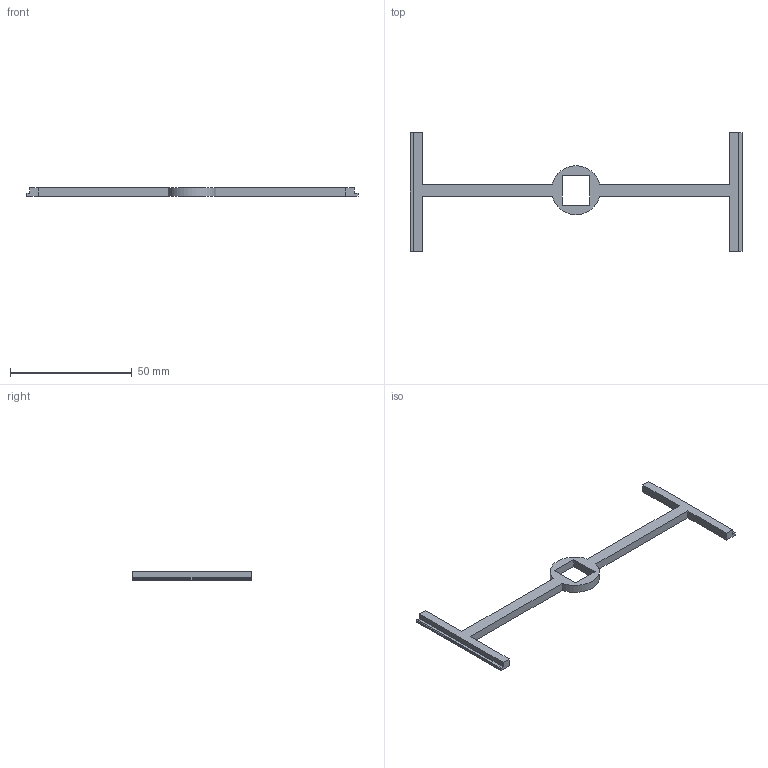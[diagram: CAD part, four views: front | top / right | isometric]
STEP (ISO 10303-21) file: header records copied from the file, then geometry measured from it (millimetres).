
FILE_DESCRIPTION (( 'STEP AP203' ), '1' );
FILE_NAME ('TS-Encoder 2.0_Default_sldprt.STEP', '2021-11-16T21:53:34', ( '' ), ( '' ), 'SwSTEP 2.0', 'SolidWorks 2021', '' );
FILE_SCHEMA (( 'CONFIG_CONTROL_DESIGN' ));
Length unit declared in the file: millimetre
Products named in the file (1): TS-Encoder 2.0_Default_sldprt
Bounding box: 136.2 x 48.6 x 3.5 mm (x, y, z)
Volume: 3855.5 mm3; surface area: 4181.9 mm2
Topology: 1 solids, 1 shells, 28 faces, 78 edges, 52 vertices
Faces by surface type: plane 24, cylinder 4
Entity records: 971 total; most frequent: CARTESIAN_POINT 159, ORIENTED_EDGE 156, DIRECTION 144, EDGE_CURVE 78, VECTOR 70, LINE 70, VERTEX_POINT 52, AXIS2_PLACEMENT_3D 37
